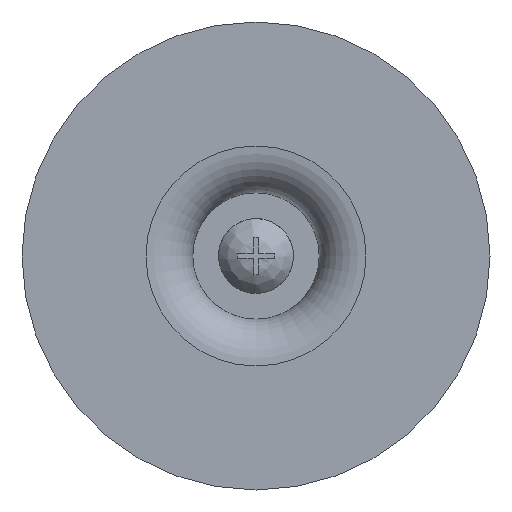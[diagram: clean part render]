
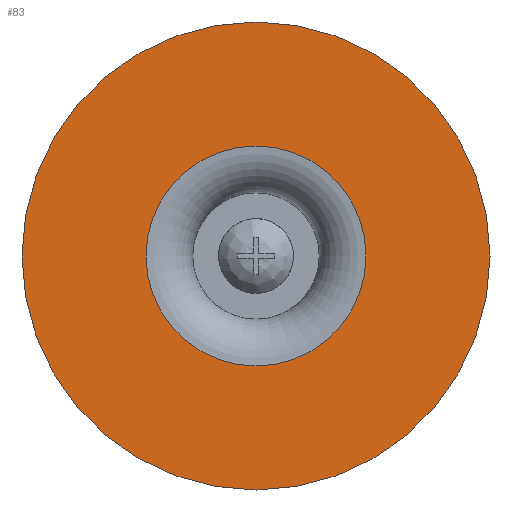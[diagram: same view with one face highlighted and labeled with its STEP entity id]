
A CAD part, front view. The second image highlights one B-rep face of the part: STEP entity #83.
In plain terms, the highlighted planar face has unit normal (0, -1, 0).
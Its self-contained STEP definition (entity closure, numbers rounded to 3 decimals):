
#83 = ADVANCED_FACE( '', ( #199, #200 ), #201, .F. );
#199 = FACE_BOUND( '', #388, .T. );
#200 = FACE_OUTER_BOUND( '', #389, .T. );
#201 = PLANE( '', #390 );
#388 = EDGE_LOOP( '', ( #585 ) );
#389 = EDGE_LOOP( '', ( #586 ) );
#390 = AXIS2_PLACEMENT_3D( '', #587, #588, #589 );
#585 = ORIENTED_EDGE( '', *, *, #920, .F. );
#586 = ORIENTED_EDGE( '', *, *, #921, .T. );
#587 = CARTESIAN_POINT( '', ( 25., 0., 0. ) );
#588 = DIRECTION( '', ( 0., 1., 0. ) );
#589 = DIRECTION( '', ( 0., 0., 1. ) );
#920 = EDGE_CURVE( '', #1094, #1094, #1095, .T. );
#921 = EDGE_CURVE( '', #1096, #1096, #1097, .T. );
#1094 = VERTEX_POINT( '', #1422 );
#1095 = CIRCLE( '', #1423, 11.75 );
#1096 = VERTEX_POINT( '', #1424 );
#1097 = CIRCLE( '', #1425, 25. );
#1422 = CARTESIAN_POINT( '', ( 0., 0., -11.75 ) );
#1423 = AXIS2_PLACEMENT_3D( '', #1615, #1616, #1617 );
#1424 = CARTESIAN_POINT( '', ( 0., 0., -25. ) );
#1425 = AXIS2_PLACEMENT_3D( '', #1618, #1619, #1620 );
#1615 = CARTESIAN_POINT( '', ( 0., 0., 0. ) );
#1616 = DIRECTION( '', ( 0., -1., 0. ) );
#1617 = DIRECTION( '', ( 0., 0., -1. ) );
#1618 = CARTESIAN_POINT( '', ( 0., 0., 0. ) );
#1619 = DIRECTION( '', ( 0., -1., 0. ) );
#1620 = DIRECTION( '', ( 0., 0., -1. ) );
